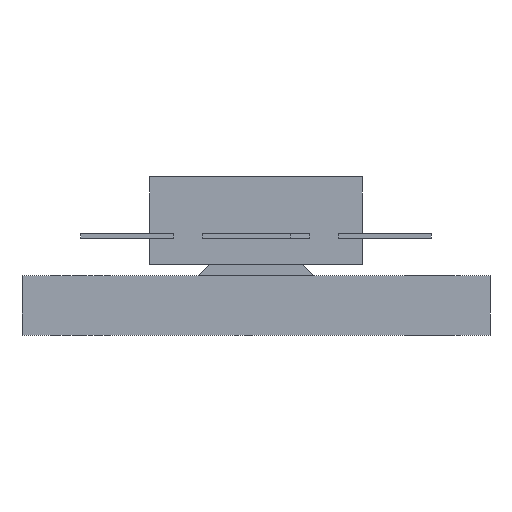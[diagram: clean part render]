
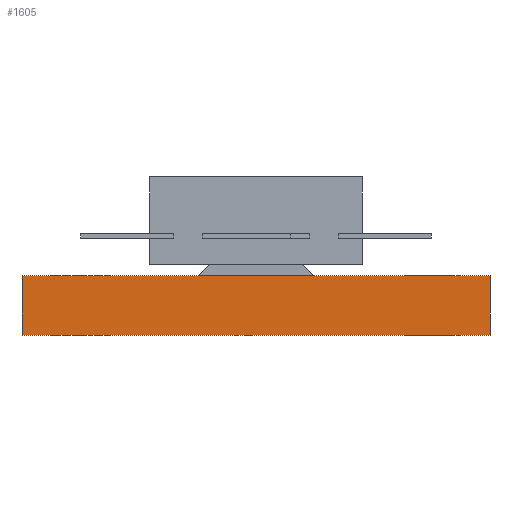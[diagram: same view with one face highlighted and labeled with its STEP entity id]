
A CAD part, front view. The second image highlights one B-rep face of the part: STEP entity #1605.
In plain terms, the highlighted planar face has unit normal (0, -1, 0).
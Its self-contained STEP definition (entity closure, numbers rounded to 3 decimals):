
#1605=ADVANCED_FACE('',(#2838),#2840,.T.);
#2838=FACE_BOUND('',#2839,.T.);
#2839=EDGE_LOOP('',(#4036,#4037,#4038,#4039));
#2840=PLANE('',#2841);
#2841=AXIS2_PLACEMENT_3D('',#2842,#2843,#2844);
#2842=CARTESIAN_POINT('',(-12.55,-5.05,0.));
#2843=DIRECTION('',(0.,-1.,0.));
#2844=DIRECTION('',(1.,0.,0.));
#4036=ORIENTED_EDGE('',*,*,#4537,.T.);
#4037=ORIENTED_EDGE('',*,*,#4538,.T.);
#4038=ORIENTED_EDGE('',*,*,#4529,.F.);
#4039=ORIENTED_EDGE('',*,*,#4535,.F.);
#4529=EDGE_CURVE('',#5329,#5331,#5332,.T.);
#4535=EDGE_CURVE('',#5341,#5329,#5343,.T.);
#4537=EDGE_CURVE('',#5341,#5345,#5346,.T.);
#4538=EDGE_CURVE('',#5345,#5331,#5347,.T.);
#5329=VERTEX_POINT('',#7115);
#5331=VERTEX_POINT('',#7119);
#5332=LINE('',#7120,#7121);
#5341=VERTEX_POINT('',#7141);
#5343=LINE('',#7145,#7146);
#5345=VERTEX_POINT('',#7151);
#5346=LINE('',#7152,#7153);
#5347=LINE('',#7155,#7156);
#7115=CARTESIAN_POINT('',(-12.55,-5.05,3.2));
#7119=CARTESIAN_POINT('',(12.55,-5.05,3.2));
#7120=CARTESIAN_POINT('',(-12.55,-5.05,3.2));
#7121=VECTOR('',#7122,1.);
#7122=DIRECTION('',(1.,0.,0.));
#7141=CARTESIAN_POINT('',(-12.55,-5.05,0.));
#7145=CARTESIAN_POINT('',(-12.55,-5.05,0.));
#7146=VECTOR('',#7147,1.);
#7147=DIRECTION('',(0.,0.,1.));
#7151=CARTESIAN_POINT('',(12.55,-5.05,0.));
#7152=CARTESIAN_POINT('',(-12.55,-5.05,0.));
#7153=VECTOR('',#7154,1.);
#7154=DIRECTION('',(1.,0.,0.));
#7155=CARTESIAN_POINT('',(12.55,-5.05,0.));
#7156=VECTOR('',#7157,1.);
#7157=DIRECTION('',(0.,0.,1.));
